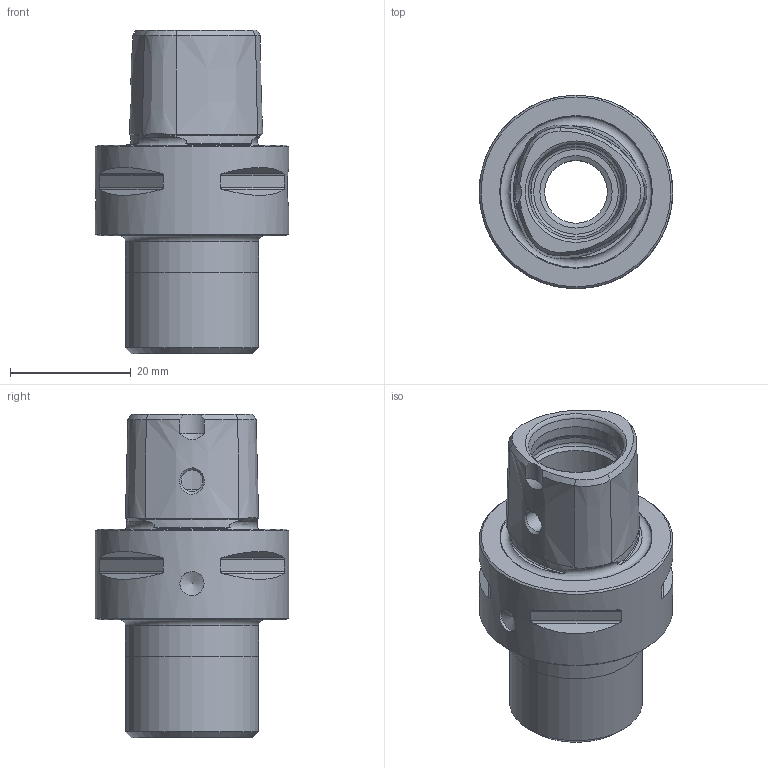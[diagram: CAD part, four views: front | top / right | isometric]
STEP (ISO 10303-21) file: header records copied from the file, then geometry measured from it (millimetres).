
FILE_DESCRIPTION(/* description */ (''),/* implementation_level */ '2;1');
FILE_NAME(/* name */ '280311610.stp',/* time_stamp */ '2021-01-08T12:38:19',/* author */ ('LRA'),/* organization */ ('REGO-FIX'),/* preprocessor_version */ ' Unknown',/* originating_system */ 'SIEMENS PLM Software Solid Edge ST10',/* authorization */ 'Unknown');
FILE_SCHEMA (('AUTOMOTIVE_DESIGN { 1 0 10303 214 2 1 1}'));
Length unit declared in the file: millimetre
Products named in the file (1): NOCUT
Bounding box: 32 x 32 x 53.5 mm (x, y, z)
Volume: 18918.1 mm3; surface area: 7576.1 mm2
Topology: 1 solids, 1 shells, 103 faces, 251 edges, 156 vertices
Faces by surface type: cone 54, cylinder 21, plane 21, torus 7
Full cylindrical faces by diameter (mm): 3.6 x1, 4 x1, 10.376 x2, 11.1 x1, 11.3 x1, 15 x2, 16.5 x1, 22 x2, 32 x1
Entity records: 3636 total; most frequent: CARTESIAN_POINT 732, DIRECTION 444, ORIENTED_EDGE 408, EDGE_CURVE 204, AXIS2_PLACEMENT_3D 198, FACE_BOUND 148, EDGE_LOOP 146, VERTEX_POINT 144
